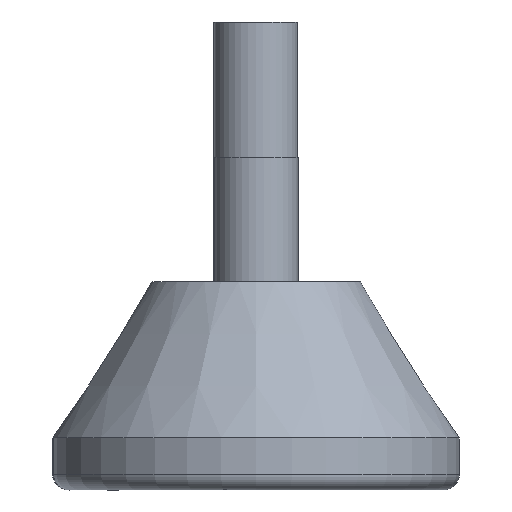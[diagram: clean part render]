
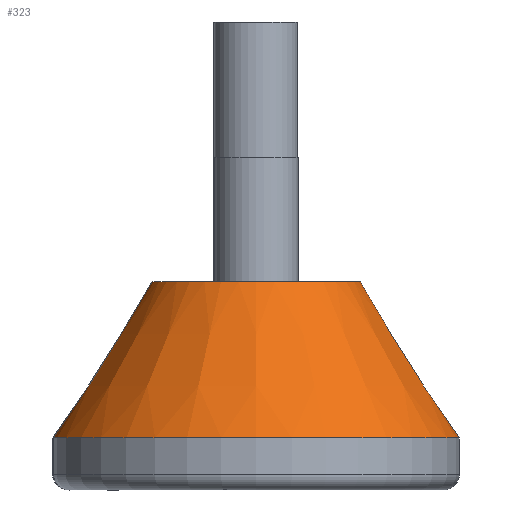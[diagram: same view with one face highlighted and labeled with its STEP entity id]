
A CAD part, left-side view. The second image highlights one B-rep face of the part: STEP entity #323.
In plain terms, the highlighted conical face has half-angle 32.347 degrees and reference radius 19.5 mm.
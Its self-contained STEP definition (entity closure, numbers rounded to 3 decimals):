
#27=CONICAL_SURFACE('',#370,19.5,32.347);
#65=FACE_BOUND('',#136,.T.);
#93=FACE_OUTER_BOUND('',#135,.T.);
#135=EDGE_LOOP('',(#275));
#136=EDGE_LOOP('',(#276));
#176=CIRCLE('',#362,19.5);
#178=CIRCLE('',#369,10.);
#204=VERTEX_POINT('',#562);
#206=VERTEX_POINT('',#571);
#232=EDGE_CURVE('',#204,#204,#176,.T.);
#234=EDGE_CURVE('',#206,#206,#178,.T.);
#275=ORIENTED_EDGE('',*,*,#232,.T.);
#276=ORIENTED_EDGE('',*,*,#234,.T.);
#323=ADVANCED_FACE('',(#93,#65),#27,.T.);
#362=AXIS2_PLACEMENT_3D('',#563,#446,#447);
#369=AXIS2_PLACEMENT_3D('',#572,#460,#461);
#370=AXIS2_PLACEMENT_3D('',#573,#462,#463);
#446=DIRECTION('center_axis',(0.,0.,1.));
#447=DIRECTION('ref_axis',(-1.,0.,0.));
#460=DIRECTION('center_axis',(0.,0.,-1.));
#461=DIRECTION('ref_axis',(-1.,0.,0.));
#462=DIRECTION('center_axis',(0.,0.,-1.));
#463=DIRECTION('ref_axis',(-1.,0.,0.));
#562=CARTESIAN_POINT('',(19.5,0.,5.));
#563=CARTESIAN_POINT('Origin',(0.,0.,5.));
#571=CARTESIAN_POINT('',(-10.,0.,20.));
#572=CARTESIAN_POINT('Origin',(0.,0.,20.));
#573=CARTESIAN_POINT('Origin',(0.,0.,5.));
